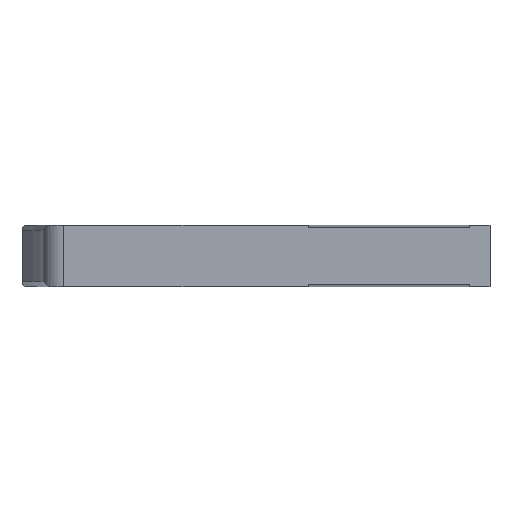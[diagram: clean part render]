
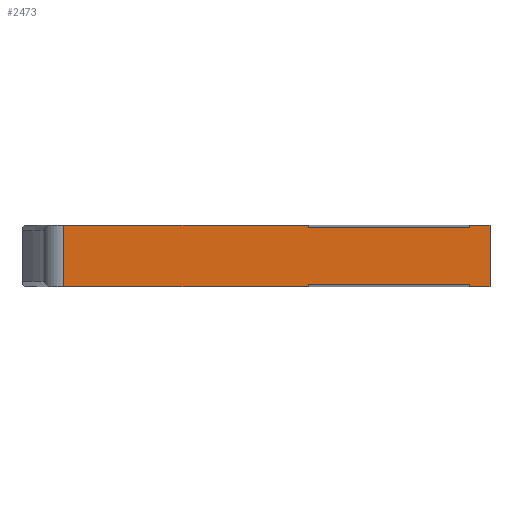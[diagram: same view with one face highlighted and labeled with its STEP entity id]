
A CAD part, front view. The second image highlights one B-rep face of the part: STEP entity #2473.
In plain terms, the highlighted planar face has unit normal (0, -1, 0).
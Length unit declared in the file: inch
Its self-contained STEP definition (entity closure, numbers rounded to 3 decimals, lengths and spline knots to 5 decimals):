
#90 = PLANE ( 'NONE',  #1474 ) ;
#123 = EDGE_LOOP ( 'NONE', ( #1188, #3090, #3275, #1107, #1747, #3251, #926, #1975, #564, #1846, #1722, #1256 ) ) ;
#183 = EDGE_CURVE ( 'NONE', #492, #2343, #736, .T. ) ;
#244 = DIRECTION ( 'NONE',  ( 0., 0., -1. ) ) ;
#267 = DIRECTION ( 'NONE',  ( -1., 0., 0. ) ) ;
#272 = LINE ( 'NONE', #2515, #537 ) ;
#276 = VECTOR ( 'NONE', #244, 39.37008 ) ;
#300 = DIRECTION ( 'NONE',  ( 0., 0., -1. ) ) ;
#341 = FACE_OUTER_BOUND ( 'NONE', #123, .T. ) ;
#342 = CARTESIAN_POINT ( 'NONE',  ( 4.13386, 0., -0.3745 ) ) ;
#388 = EDGE_CURVE ( 'NONE', #2343, #2203, #1132, .T. ) ;
#464 = CARTESIAN_POINT ( 'NONE',  ( 6.85433, 0., -0.3745 ) ) ;
#484 = VECTOR ( 'NONE', #611, 39.37008 ) ;
#492 = VERTEX_POINT ( 'NONE', #2673 ) ;
#537 = VECTOR ( 'NONE', #1040, 39.37008 ) ;
#545 = VECTOR ( 'NONE', #2313, 39.37008 ) ;
#551 = CARTESIAN_POINT ( 'NONE',  ( 4.13386, 0., -0.3745 ) ) ;
#564 = ORIENTED_EDGE ( 'NONE', *, *, #1754, .F. ) ;
#582 = DIRECTION ( 'NONE',  ( 0., 0., -1. ) ) ;
#599 = VECTOR ( 'NONE', #1258, 39.37008 ) ;
#606 = VERTEX_POINT ( 'NONE', #2038 ) ;
#611 = DIRECTION ( 'NONE',  ( 1., 0., 0. ) ) ;
#612 = VERTEX_POINT ( 'NONE', #3067 ) ;
#656 = DIRECTION ( 'NONE',  ( -1., 0., 0. ) ) ;
#736 = LINE ( 'NONE', #3051, #545 ) ;
#778 = EDGE_CURVE ( 'NONE', #2175, #1545, #272, .T. ) ;
#833 = DIRECTION ( 'NONE',  ( 1., 0., 0. ) ) ;
#858 = DIRECTION ( 'NONE',  ( 0., -1., 0. ) ) ;
#891 = CARTESIAN_POINT ( 'NONE',  ( 6.73228, 0., -0.01575 ) ) ;
#899 = CARTESIAN_POINT ( 'NONE',  ( 5.74803, 0., -0.35875 ) ) ;
#926 = ORIENTED_EDGE ( 'NONE', *, *, #3218, .T. ) ;
#943 = LINE ( 'NONE', #2472, #961 ) ;
#961 = VECTOR ( 'NONE', #2159, 39.37008 ) ;
#1019 = VECTOR ( 'NONE', #582, 39.37008 ) ;
#1040 = DIRECTION ( 'NONE',  ( 0., 0., -1. ) ) ;
#1066 = EDGE_CURVE ( 'NONE', #492, #1313, #2612, .T. ) ;
#1083 = LINE ( 'NONE', #551, #1615 ) ;
#1089 = CARTESIAN_POINT ( 'NONE',  ( 6.73228, 0., -0.01575 ) ) ;
#1107 = ORIENTED_EDGE ( 'NONE', *, *, #1768, .F. ) ;
#1110 = CARTESIAN_POINT ( 'NONE',  ( 5.74803, 0., -0.3745 ) ) ;
#1123 = EDGE_CURVE ( 'NONE', #1919, #606, #943, .T. ) ;
#1132 = LINE ( 'NONE', #1110, #1019 ) ;
#1188 = ORIENTED_EDGE ( 'NONE', *, *, #183, .F. ) ;
#1256 = ORIENTED_EDGE ( 'NONE', *, *, #388, .F. ) ;
#1258 = DIRECTION ( 'NONE',  ( 1., 0., 0. ) ) ;
#1276 = LINE ( 'NONE', #2326, #599 ) ;
#1283 = VECTOR ( 'NONE', #656, 39.37008 ) ;
#1311 = CARTESIAN_POINT ( 'NONE',  ( 6.85433, 0., -0.3745 ) ) ;
#1313 = VERTEX_POINT ( 'NONE', #1452 ) ;
#1358 = CARTESIAN_POINT ( 'NONE',  ( 5.74803, 0., -0.01575 ) ) ;
#1369 = EDGE_CURVE ( 'NONE', #1545, #2203, #1386, .T. ) ;
#1372 = DIRECTION ( 'NONE',  ( 0., 0., -1. ) ) ;
#1384 = CARTESIAN_POINT ( 'NONE',  ( 4.13386, 0., -0.3745 ) ) ;
#1386 = LINE ( 'NONE', #891, #1283 ) ;
#1452 = CARTESIAN_POINT ( 'NONE',  ( 4.25702, 0., -0.3745 ) ) ;
#1474 = AXIS2_PLACEMENT_3D ( 'NONE', #1384, #858, #1372 ) ;
#1534 = LINE ( 'NONE', #2561, #3277 ) ;
#1545 = VERTEX_POINT ( 'NONE', #1089 ) ;
#1615 = VECTOR ( 'NONE', #833, 39.37008 ) ;
#1722 = ORIENTED_EDGE ( 'NONE', *, *, #1369, .T. ) ;
#1743 = CARTESIAN_POINT ( 'NONE',  ( 5.74803, 0., 0. ) ) ;
#1747 = ORIENTED_EDGE ( 'NONE', *, *, #2757, .F. ) ;
#1754 = EDGE_CURVE ( 'NONE', #2175, #2359, #1276, .T. ) ;
#1768 = EDGE_CURVE ( 'NONE', #2945, #612, #2040, .T. ) ;
#1786 = CARTESIAN_POINT ( 'NONE',  ( 5.74803, 0., -0.3745 ) ) ;
#1821 = VECTOR ( 'NONE', #300, 39.37008 ) ;
#1846 = ORIENTED_EDGE ( 'NONE', *, *, #778, .T. ) ;
#1853 = CARTESIAN_POINT ( 'NONE',  ( 6.73228, 0., -0.35875 ) ) ;
#1883 = VECTOR ( 'NONE', #2589, 39.37008 ) ;
#1919 = VERTEX_POINT ( 'NONE', #1853 ) ;
#1975 = ORIENTED_EDGE ( 'NONE', *, *, #2114, .T. ) ;
#2038 = CARTESIAN_POINT ( 'NONE',  ( 6.73228, 0., -0.3745 ) ) ;
#2040 = LINE ( 'NONE', #1786, #276 ) ;
#2114 = EDGE_CURVE ( 'NONE', #2736, #2359, #2788, .T. ) ;
#2118 = CARTESIAN_POINT ( 'NONE',  ( 6.73228, 0., 0. ) ) ;
#2148 = EDGE_CURVE ( 'NONE', #1313, #612, #2879, .T. ) ;
#2159 = DIRECTION ( 'NONE',  ( 0., 0., -1. ) ) ;
#2175 = VERTEX_POINT ( 'NONE', #2118 ) ;
#2203 = VERTEX_POINT ( 'NONE', #1358 ) ;
#2313 = DIRECTION ( 'NONE',  ( 1., 0., 0. ) ) ;
#2326 = CARTESIAN_POINT ( 'NONE',  ( 4.13386, 0., 0. ) ) ;
#2343 = VERTEX_POINT ( 'NONE', #1743 ) ;
#2359 = VERTEX_POINT ( 'NONE', #3080 ) ;
#2363 = CARTESIAN_POINT ( 'NONE',  ( 4.25702, 0., -0.3435 ) ) ;
#2472 = CARTESIAN_POINT ( 'NONE',  ( 6.73228, 0., -0.3745 ) ) ;
#2473 = ADVANCED_FACE ( 'NONE', ( #341 ), #90, .T. ) ;
#2515 = CARTESIAN_POINT ( 'NONE',  ( 6.73228, 0., -0.3745 ) ) ;
#2561 = CARTESIAN_POINT ( 'NONE',  ( 6.73228, 0., -0.35875 ) ) ;
#2589 = DIRECTION ( 'NONE',  ( 0., 0., 1. ) ) ;
#2612 = LINE ( 'NONE', #2363, #1821 ) ;
#2673 = CARTESIAN_POINT ( 'NONE',  ( 4.25702, 0., 0. ) ) ;
#2736 = VERTEX_POINT ( 'NONE', #464 ) ;
#2757 = EDGE_CURVE ( 'NONE', #1919, #2945, #1534, .T. ) ;
#2788 = LINE ( 'NONE', #1311, #1883 ) ;
#2879 = LINE ( 'NONE', #342, #484 ) ;
#2945 = VERTEX_POINT ( 'NONE', #899 ) ;
#3051 = CARTESIAN_POINT ( 'NONE',  ( 4.13386, 0., 0. ) ) ;
#3067 = CARTESIAN_POINT ( 'NONE',  ( 5.74803, 0., -0.3745 ) ) ;
#3080 = CARTESIAN_POINT ( 'NONE',  ( 6.85433, 0., 0. ) ) ;
#3090 = ORIENTED_EDGE ( 'NONE', *, *, #1066, .T. ) ;
#3218 = EDGE_CURVE ( 'NONE', #606, #2736, #1083, .T. ) ;
#3251 = ORIENTED_EDGE ( 'NONE', *, *, #1123, .T. ) ;
#3275 = ORIENTED_EDGE ( 'NONE', *, *, #2148, .T. ) ;
#3277 = VECTOR ( 'NONE', #267, 39.37008 ) ;
